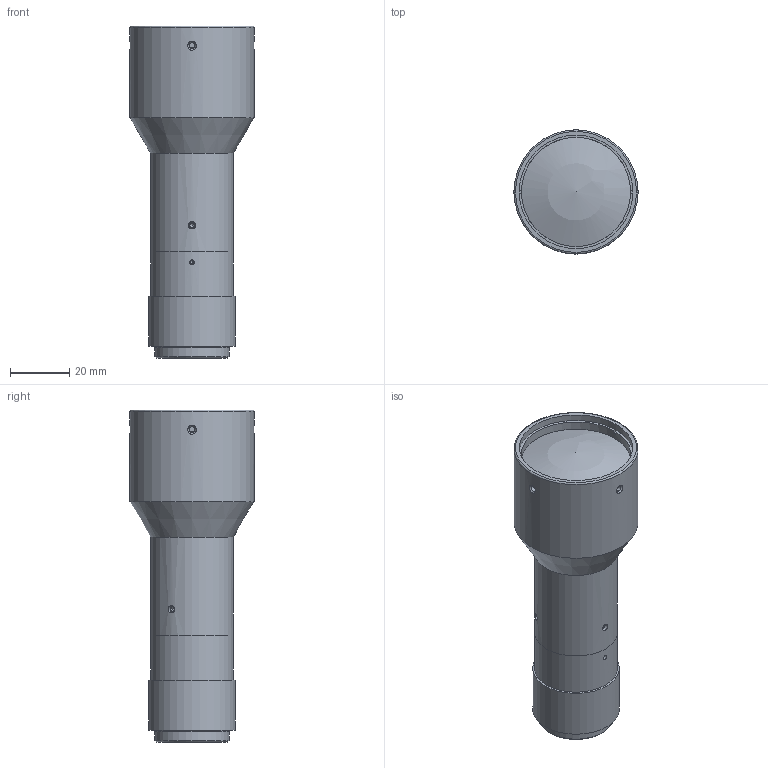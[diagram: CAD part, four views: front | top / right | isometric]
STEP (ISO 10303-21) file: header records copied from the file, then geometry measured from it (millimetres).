
FILE_DESCRIPTION(/* description */ (''),/* implementation_level */ '2;1');
FILE_NAME(/* name */ 'TO30_11.1-80-F10-B-RF.stp',/* time_stamp */ '2020-12-08T14:52:49+01:00',/* author */ (''),/* organization */ ('Vision & Control'),/* preprocessor_version */ 'ST-DEVELOPER v16.5',/* originating_system */ 'Autodesk Inventor 2017',/* authorisation */ '');
FILE_SCHEMA (('AUTOMOTIVE_DESIGN { 1 0 10303 214 3 1 1 }'));
Length unit declared in the file: millimetre
Products named in the file (1): TO30_11.1-80-F10-RF
Bounding box: 42 x 42 x 112.42 mm (x, y, z)
Volume: 102379.7 mm3; surface area: 36964.5 mm2
Topology: 15 solids, 15 shells, 187 faces, 443 edges, 293 vertices
Faces by surface type: plane 97, cylinder 58, cone 28, sphere 3, torus 1
Full cylindrical faces by diameter (mm): 1.567 x2, 2 x6, 2.459 x3, 3 x3, 9 x1, 9.716 x1, 10 x1, 10.459 x1, 11 x1, 18.459 x1, 20 x5, 20.8 x1, 21.5 x1, 21.9 x1, 22.914 x1, 23 x1, 23.459 x1, 24.059 x1, 24.3 x1, 25.3 x1, 28 x2, 29.4 x1, 36 x4, 37 x1, 37.232 x1, 38 x5, 38.459 x1, 39 x1, 42 x1
Entity records: 5533 total; most frequent: CARTESIAN_POINT 1502, DIRECTION 766, ORIENTED_EDGE 654, EDGE_CURVE 327, AXIS2_PLACEMENT_3D 323, EDGE_LOOP 306, VERTEX_POINT 257, STYLED_ITEM 190
